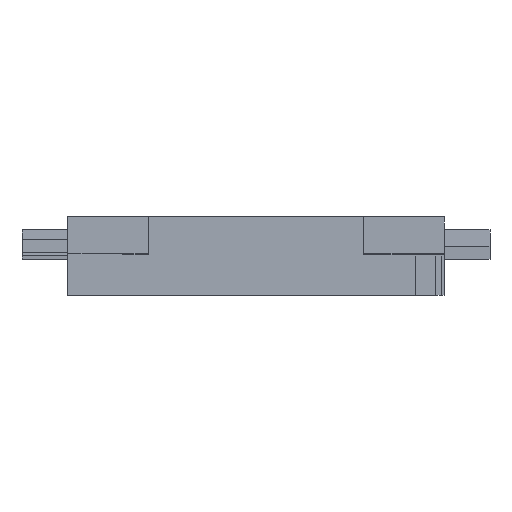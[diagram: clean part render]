
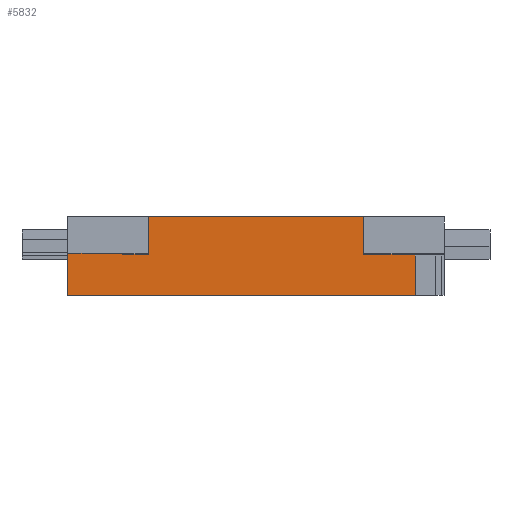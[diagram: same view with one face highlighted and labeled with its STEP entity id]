
A CAD part, front view. The second image highlights one B-rep face of the part: STEP entity #5832.
In plain terms, the highlighted planar face has unit normal (0, -1, 0).
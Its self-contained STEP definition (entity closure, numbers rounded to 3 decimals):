
#2996=AXIS2_PLACEMENT_3D('Plane Axis2P3D',#2993,#2994,#2995) ;
#2993=CARTESIAN_POINT('Axis2P3D Location',(-16.55,-34.,0.)) ;
#3344=CARTESIAN_POINT('Vertex',(-16.557,-34.,0.)) ;
#3360=CARTESIAN_POINT('Vertex',(-28.95,-34.,0.)) ;
#3363=CARTESIAN_POINT('Line Origine',(-22.753,-34.,0.)) ;
#3492=CARTESIAN_POINT('Vertex',(16.557,-34.,0.)) ;
#3495=CARTESIAN_POINT('Line Origine',(20.528,-34.,0.)) ;
#3499=CARTESIAN_POINT('Vertex',(24.5,-34.,0.)) ;
#3731=CARTESIAN_POINT('Vertex',(-28.95,-34.,-10.)) ;
#3734=CARTESIAN_POINT('Line Origine',(-28.95,-34.,-5.)) ;
#3826=CARTESIAN_POINT('Line Origine',(0.,-34.,2.)) ;
#3830=CARTESIAN_POINT('Vertex',(-16.557,-34.,2.)) ;
#3832=CARTESIAN_POINT('Vertex',(16.557,-34.,2.)) ;
#5156=CARTESIAN_POINT('Line Origine',(16.557,-34.,1.)) ;
#5358=CARTESIAN_POINT('Line Origine',(-16.557,-34.,1.)) ;
#5810=CARTESIAN_POINT('Line Origine',(-2.225,-34.,-10.)) ;
#5814=CARTESIAN_POINT('Vertex',(24.5,-34.,-10.)) ;
#5817=CARTESIAN_POINT('Line Origine',(24.5,-34.,-5.)) ;
#2994=DIRECTION('Axis2P3D Direction',(0.,-1.,0.)) ;
#2995=DIRECTION('Axis2P3D XDirection',(1.,0.,0.)) ;
#3364=DIRECTION('Vector Direction',(-1.,0.,0.)) ;
#3496=DIRECTION('Vector Direction',(-1.,0.,0.)) ;
#3735=DIRECTION('Vector Direction',(0.,0.,1.)) ;
#3827=DIRECTION('Vector Direction',(-1.,0.,0.)) ;
#5157=DIRECTION('Vector Direction',(0.,0.,-1.)) ;
#5359=DIRECTION('Vector Direction',(0.,0.,-1.)) ;
#5811=DIRECTION('Vector Direction',(1.,0.,0.)) ;
#5818=DIRECTION('Vector Direction',(0.,0.,-1.)) ;
#3365=VECTOR('Line Direction',#3364,1.) ;
#3497=VECTOR('Line Direction',#3496,1.) ;
#3736=VECTOR('Line Direction',#3735,1.) ;
#3828=VECTOR('Line Direction',#3827,1.) ;
#5158=VECTOR('Line Direction',#5157,1.) ;
#5360=VECTOR('Line Direction',#5359,1.) ;
#5812=VECTOR('Line Direction',#5811,1.) ;
#5819=VECTOR('Line Direction',#5818,1.) ;
#5823=ORIENTED_EDGE('',*,*,#3367,.T.) ;
#5824=ORIENTED_EDGE('',*,*,#3738,.F.) ;
#5825=ORIENTED_EDGE('',*,*,#5816,.F.) ;
#5826=ORIENTED_EDGE('',*,*,#5821,.F.) ;
#5827=ORIENTED_EDGE('',*,*,#3501,.T.) ;
#5828=ORIENTED_EDGE('',*,*,#5160,.F.) ;
#5829=ORIENTED_EDGE('',*,*,#3834,.F.) ;
#5830=ORIENTED_EDGE('',*,*,#5362,.T.) ;
#5832=ADVANCED_FACE('Modele simplifie',(#5831),#2997,.T.) ;
#3367=EDGE_CURVE('',#3345,#3361,#3366,.T.) ;
#3501=EDGE_CURVE('',#3500,#3493,#3498,.T.) ;
#3738=EDGE_CURVE('',#3732,#3361,#3737,.T.) ;
#3834=EDGE_CURVE('',#3831,#3833,#3829,.F.) ;
#5160=EDGE_CURVE('',#3833,#3493,#5159,.T.) ;
#5362=EDGE_CURVE('',#3831,#3345,#5361,.T.) ;
#5816=EDGE_CURVE('',#5815,#3732,#5813,.F.) ;
#5821=EDGE_CURVE('',#3500,#5815,#5820,.T.) ;
#5822=EDGE_LOOP('',(#5823,#5824,#5825,#5826,#5827,#5828,#5829,#5830)) ;
#5831=FACE_OUTER_BOUND('',#5822,.T.) ;
#3366=LINE('Line',#3363,#3365) ;
#3498=LINE('Line',#3495,#3497) ;
#3737=LINE('Line',#3734,#3736) ;
#3829=LINE('Line',#3826,#3828) ;
#5159=LINE('Line',#5156,#5158) ;
#5361=LINE('Line',#5358,#5360) ;
#5813=LINE('Line',#5810,#5812) ;
#5820=LINE('Line',#5817,#5819) ;
#2997=PLANE('',#2996) ;
#3345=VERTEX_POINT('',#3344) ;
#3361=VERTEX_POINT('',#3360) ;
#3493=VERTEX_POINT('',#3492) ;
#3500=VERTEX_POINT('',#3499) ;
#3732=VERTEX_POINT('',#3731) ;
#3831=VERTEX_POINT('',#3830) ;
#3833=VERTEX_POINT('',#3832) ;
#5815=VERTEX_POINT('',#5814) ;
